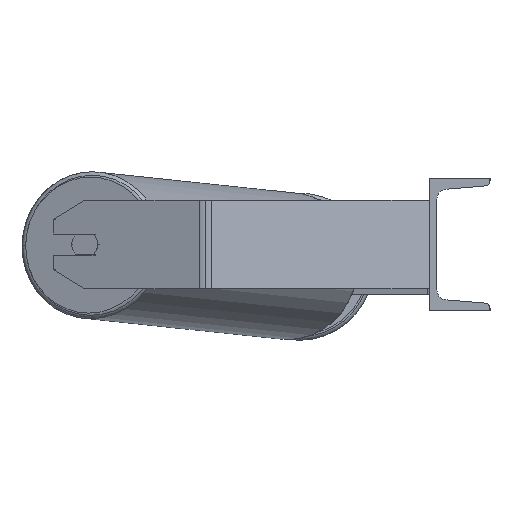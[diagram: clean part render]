
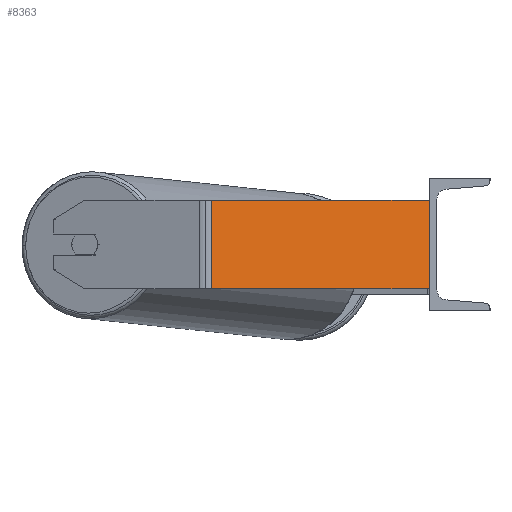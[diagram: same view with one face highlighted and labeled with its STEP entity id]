
A CAD part, left-side view. The second image highlights one B-rep face of the part: STEP entity #8363.
In plain terms, the highlighted planar face has unit normal (-0.94, -0.342, 0).
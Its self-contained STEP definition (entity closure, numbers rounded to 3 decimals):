
#60 = DIRECTION ( 'NONE',  ( 0., 0., -1. ) ) ;
#556 = CARTESIAN_POINT ( 'NONE',  ( -856.596, 196.709, 40. ) ) ;
#573 = LINE ( 'NONE', #2753, #7173 ) ;
#707 = EDGE_CURVE ( 'NONE', #2448, #3700, #573, .T. ) ;
#734 = EDGE_CURVE ( 'NONE', #2448, #1463, #6126, .T. ) ;
#1072 = ORIENTED_EDGE ( 'NONE', *, *, #6321, .T. ) ;
#1221 = CARTESIAN_POINT ( 'NONE',  ( -856.596, 196.709, 40. ) ) ;
#1435 = DIRECTION ( 'NONE',  ( 0.94, 0.342, 0. ) ) ;
#1463 = VERTEX_POINT ( 'NONE', #4880 ) ;
#1677 = ORIENTED_EDGE ( 'NONE', *, *, #734, .T. ) ;
#1844 = DIRECTION ( 'NONE',  ( 0.342, -0.94, 0. ) ) ;
#1949 = LINE ( 'NONE', #4089, #6801 ) ;
#2448 = VERTEX_POINT ( 'NONE', #556 ) ;
#2753 = CARTESIAN_POINT ( 'NONE',  ( -858.588, 202.182, 40. ) ) ;
#2864 = CARTESIAN_POINT ( 'NONE',  ( -785., 0., 40. ) ) ;
#3007 = CARTESIAN_POINT ( 'NONE',  ( -785., 0., -40. ) ) ;
#3421 = EDGE_LOOP ( 'NONE', ( #1072, #4136, #4806, #1677 ) ) ;
#3700 = VERTEX_POINT ( 'NONE', #2864 ) ;
#3767 = AXIS2_PLACEMENT_3D ( 'NONE', #7800, #1435, #8464 ) ;
#3846 = VECTOR ( 'NONE', #60, 1000. ) ;
#4089 = CARTESIAN_POINT ( 'NONE',  ( -858.588, 202.182, -40. ) ) ;
#4136 = ORIENTED_EDGE ( 'NONE', *, *, #4177, .F. ) ;
#4177 = EDGE_CURVE ( 'NONE', #3700, #6595, #7154, .T. ) ;
#4806 = ORIENTED_EDGE ( 'NONE', *, *, #707, .F. ) ;
#4880 = CARTESIAN_POINT ( 'NONE',  ( -856.596, 196.709, -40. ) ) ;
#5454 = DIRECTION ( 'NONE',  ( 0., 0., -1. ) ) ;
#6126 = LINE ( 'NONE', #1221, #7458 ) ;
#6321 = EDGE_CURVE ( 'NONE', #1463, #6595, #1949, .T. ) ;
#6464 = CARTESIAN_POINT ( 'NONE',  ( -785., 0., 40. ) ) ;
#6595 = VERTEX_POINT ( 'NONE', #3007 ) ;
#6801 = VECTOR ( 'NONE', #1844, 1000. ) ;
#6932 = PLANE ( 'NONE',  #3767 ) ;
#7114 = FACE_OUTER_BOUND ( 'NONE', #3421, .T. ) ;
#7154 = LINE ( 'NONE', #6464, #3846 ) ;
#7173 = VECTOR ( 'NONE', #8831, 1000. ) ;
#7458 = VECTOR ( 'NONE', #5454, 1000. ) ;
#7800 = CARTESIAN_POINT ( 'NONE',  ( -858.588, 202.182, 40. ) ) ;
#8363 = ADVANCED_FACE ( 'NONE', ( #7114 ), #6932, .F. ) ;
#8464 = DIRECTION ( 'NONE',  ( -0.342, 0.94, 0. ) ) ;
#8831 = DIRECTION ( 'NONE',  ( 0.342, -0.94, 0. ) ) ;
